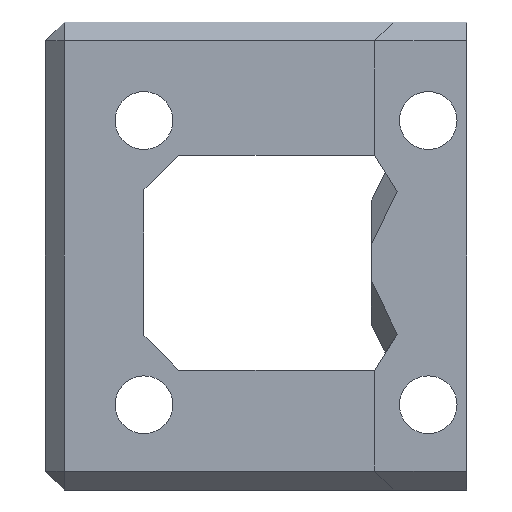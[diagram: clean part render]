
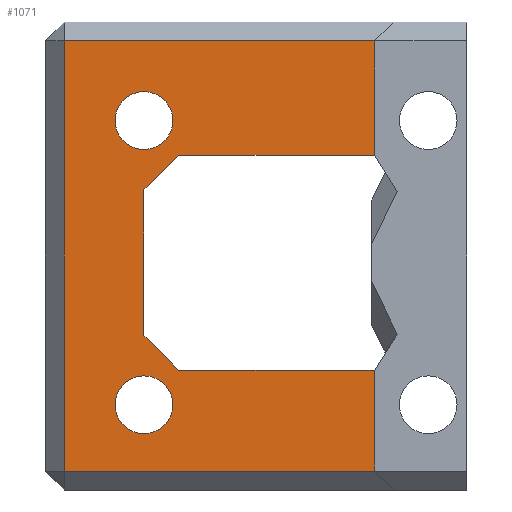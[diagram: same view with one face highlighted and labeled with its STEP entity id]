
A CAD part, left-side view. The second image highlights one B-rep face of the part: STEP entity #1071.
In plain terms, the highlighted planar face has unit normal (-1, 0, 0).
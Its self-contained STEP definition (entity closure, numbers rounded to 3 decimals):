
#27=FACE_BOUND('',#196,.T.);
#28=FACE_BOUND('',#197,.T.);
#73=PLANE('',#1157);
#124=FACE_OUTER_BOUND('',#195,.T.);
#195=EDGE_LOOP('',(#936,#937,#938,#939,#940,#941,#942,#943,#944,#945));
#196=EDGE_LOOP('',(#946));
#197=EDGE_LOOP('',(#947));
#271=LINE('',#1629,#396);
#279=LINE('',#1643,#404);
#288=LINE('',#1661,#413);
#318=LINE('',#1732,#443);
#321=LINE('',#1737,#446);
#323=LINE('',#1741,#448);
#325=LINE('',#1745,#450);
#327=LINE('',#1749,#452);
#329=LINE('',#1752,#454);
#330=LINE('',#1754,#455);
#396=VECTOR('',#1286,10.);
#404=VECTOR('',#1300,10.);
#413=VECTOR('',#1315,10.);
#443=VECTOR('',#1383,10.);
#446=VECTOR('',#1388,10.);
#448=VECTOR('',#1392,10.);
#450=VECTOR('',#1396,10.);
#452=VECTOR('',#1400,10.);
#454=VECTOR('',#1404,10.);
#455=VECTOR('',#1407,10.);
#480=CIRCLE('',#1158,3.05);
#481=CIRCLE('',#1159,3.05);
#523=VERTEX_POINT('',#1591);
#533=VERTEX_POINT('',#1620);
#536=VERTEX_POINT('',#1633);
#542=VERTEX_POINT('',#1654);
#564=VERTEX_POINT('',#1729);
#565=VERTEX_POINT('',#1731);
#566=VERTEX_POINT('',#1735);
#567=VERTEX_POINT('',#1739);
#568=VERTEX_POINT('',#1743);
#569=VERTEX_POINT('',#1747);
#570=VERTEX_POINT('',#1757);
#571=VERTEX_POINT('',#1759);
#640=EDGE_CURVE('',#523,#533,#271,.T.);
#648=EDGE_CURVE('',#533,#536,#279,.T.);
#657=EDGE_CURVE('',#536,#542,#288,.T.);
#693=EDGE_CURVE('',#564,#565,#318,.T.);
#696=EDGE_CURVE('',#566,#564,#321,.T.);
#698=EDGE_CURVE('',#567,#566,#323,.T.);
#700=EDGE_CURVE('',#568,#567,#325,.T.);
#702=EDGE_CURVE('',#569,#568,#327,.T.);
#704=EDGE_CURVE('',#565,#523,#329,.T.);
#705=EDGE_CURVE('',#542,#569,#330,.T.);
#707=EDGE_CURVE('',#570,#570,#480,.T.);
#708=EDGE_CURVE('',#571,#571,#481,.T.);
#936=ORIENTED_EDGE('',*,*,#640,.F.);
#937=ORIENTED_EDGE('',*,*,#704,.F.);
#938=ORIENTED_EDGE('',*,*,#693,.F.);
#939=ORIENTED_EDGE('',*,*,#696,.F.);
#940=ORIENTED_EDGE('',*,*,#698,.F.);
#941=ORIENTED_EDGE('',*,*,#700,.F.);
#942=ORIENTED_EDGE('',*,*,#702,.F.);
#943=ORIENTED_EDGE('',*,*,#705,.F.);
#944=ORIENTED_EDGE('',*,*,#657,.F.);
#945=ORIENTED_EDGE('',*,*,#648,.F.);
#946=ORIENTED_EDGE('',*,*,#707,.F.);
#947=ORIENTED_EDGE('',*,*,#708,.F.);
#1071=ADVANCED_FACE('',(#124,#27,#28),#73,.T.);
#1157=AXIS2_PLACEMENT_3D('',#1756,#1409,#1410);
#1158=AXIS2_PLACEMENT_3D('',#1758,#1411,#1412);
#1159=AXIS2_PLACEMENT_3D('',#1760,#1413,#1414);
#1286=DIRECTION('',(0.,1.,0.));
#1300=DIRECTION('',(0.,0.,1.));
#1315=DIRECTION('',(0.,-1.,0.));
#1383=DIRECTION('',(0.,-1.,0.));
#1388=DIRECTION('',(0.,-0.707,-0.707));
#1392=DIRECTION('',(0.,0.,-1.));
#1396=DIRECTION('',(0.,0.707,-0.707));
#1400=DIRECTION('',(0.,1.,0.));
#1404=DIRECTION('',(0.,0.,-1.));
#1407=DIRECTION('',(0.,0.,-1.));
#1409=DIRECTION('center_axis',(-1.,0.,0.));
#1410=DIRECTION('ref_axis',(0.,0.,1.));
#1411=DIRECTION('center_axis',(-1.,0.,0.));
#1412=DIRECTION('ref_axis',(0.,0.,-1.));
#1413=DIRECTION('center_axis',(-1.,0.,0.));
#1414=DIRECTION('ref_axis',(0.,0.,-1.));
#1591=CARTESIAN_POINT('',(2.,-9.343,-22.));
#1620=CARTESIAN_POINT('',(2.,23.4,-22.));
#1629=CARTESIAN_POINT('',(2.,-5.511,-22.));
#1633=CARTESIAN_POINT('',(2.,23.4,23.4));
#1643=CARTESIAN_POINT('',(2.,23.4,-11.65));
#1654=CARTESIAN_POINT('',(2.,-9.343,23.4));
#1661=CARTESIAN_POINT('',(2.,16.714,23.4));
#1729=CARTESIAN_POINT('',(2.,11.343,-11.343));
#1731=CARTESIAN_POINT('',(2.,-9.343,-11.343));
#1732=CARTESIAN_POINT('',(2.,9.686,-11.343));
#1735=CARTESIAN_POINT('',(2.,15.,-7.687));
#1737=CARTESIAN_POINT('',(2.,15.354,-7.333));
#1739=CARTESIAN_POINT('',(2.,15.,7.687));
#1741=CARTESIAN_POINT('',(2.,15.,4.193));
#1743=CARTESIAN_POINT('',(2.,11.343,11.343));
#1745=CARTESIAN_POINT('',(2.,13.175,9.511));
#1747=CARTESIAN_POINT('',(2.,-9.343,11.343));
#1749=CARTESIAN_POINT('',(2.,-1.657,11.343));
#1752=CARTESIAN_POINT('',(2.,-9.343,-24.));
#1754=CARTESIAN_POINT('',(2.,-9.343,-24.));
#1756=CARTESIAN_POINT('Origin',(2.,8.028,0.7));
#1757=CARTESIAN_POINT('',(2.,15.,-11.95));
#1758=CARTESIAN_POINT('Origin',(2.,15.,-15.));
#1759=CARTESIAN_POINT('',(2.,15.,18.05));
#1760=CARTESIAN_POINT('Origin',(2.,15.,15.));
